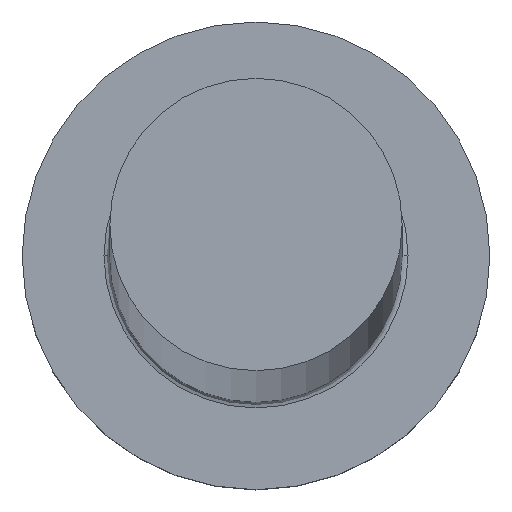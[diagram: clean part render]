
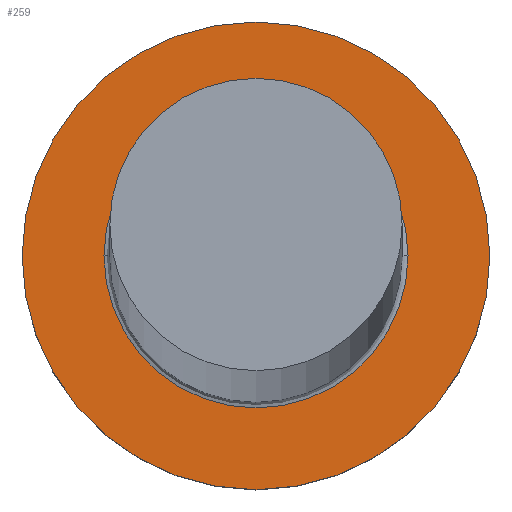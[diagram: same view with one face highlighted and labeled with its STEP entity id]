
A CAD part, top view. The second image highlights one B-rep face of the part: STEP entity #259.
In plain terms, the highlighted planar face has unit normal (0, 0, 1).
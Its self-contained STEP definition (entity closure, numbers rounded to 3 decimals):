
#2 = AXIS2_PLACEMENT_3D ( 'NONE', #240, #50, #261 ) ;
#9 = FACE_OUTER_BOUND ( 'NONE', #213, .T. ) ;
#20 = CIRCLE ( 'NONE', #2, 5.2 ) ;
#22 = ORIENTED_EDGE ( 'NONE', *, *, #265, .T. ) ;
#28 = CARTESIAN_POINT ( 'NONE',  ( 8., 0., 5. ) ) ;
#38 = ORIENTED_EDGE ( 'NONE', *, *, #40, .T. ) ;
#40 = EDGE_CURVE ( 'NONE', #255, #92, #62, .T. ) ;
#43 = VERTEX_POINT ( 'NONE', #197 ) ;
#50 = DIRECTION ( 'NONE',  ( 0., 0., -1. ) ) ;
#52 = DIRECTION ( 'NONE',  ( 1., 0., 0. ) ) ;
#53 = DIRECTION ( 'NONE',  ( 0., 0., -1. ) ) ;
#56 = EDGE_CURVE ( 'NONE', #92, #255, #237, .T. ) ;
#57 = DIRECTION ( 'NONE',  ( 0., 0., 1. ) ) ;
#62 = CIRCLE ( 'NONE', #156, 8. ) ;
#63 = VERTEX_POINT ( 'NONE', #94 ) ;
#71 = DIRECTION ( 'NONE',  ( 0., 0., 1. ) ) ;
#75 = CARTESIAN_POINT ( 'NONE',  ( 0., 0., 5. ) ) ;
#80 = PLANE ( 'NONE',  #214 ) ;
#84 = CIRCLE ( 'NONE', #183, 5.2 ) ;
#90 = ORIENTED_EDGE ( 'NONE', *, *, #187, .T. ) ;
#92 = VERTEX_POINT ( 'NONE', #173 ) ;
#94 = CARTESIAN_POINT ( 'NONE',  ( -5.2, 0., 5. ) ) ;
#95 = DIRECTION ( 'NONE',  ( 1., 0., 0. ) ) ;
#150 = DIRECTION ( 'NONE',  ( 0., 0., 1. ) ) ;
#156 = AXIS2_PLACEMENT_3D ( 'NONE', #75, #150, #95 ) ;
#170 = DIRECTION ( 'NONE',  ( 1., 0., 0. ) ) ;
#173 = CARTESIAN_POINT ( 'NONE',  ( -8., 0., 5. ) ) ;
#176 = CARTESIAN_POINT ( 'NONE',  ( 0., 0., 5. ) ) ;
#178 = DIRECTION ( 'NONE',  ( 1., 0., 0. ) ) ;
#183 = AXIS2_PLACEMENT_3D ( 'NONE', #269, #53, #52 ) ;
#187 = EDGE_CURVE ( 'NONE', #43, #63, #20, .T. ) ;
#197 = CARTESIAN_POINT ( 'NONE',  ( 5.2, 0., 5. ) ) ;
#213 = EDGE_LOOP ( 'NONE', ( #253, #38 ) ) ;
#214 = AXIS2_PLACEMENT_3D ( 'NONE', #176, #57, #178 ) ;
#218 = AXIS2_PLACEMENT_3D ( 'NONE', #289, #71, #170 ) ;
#237 = CIRCLE ( 'NONE', #218, 8. ) ;
#240 = CARTESIAN_POINT ( 'NONE',  ( 0., 0., 5. ) ) ;
#253 = ORIENTED_EDGE ( 'NONE', *, *, #56, .T. ) ;
#255 = VERTEX_POINT ( 'NONE', #28 ) ;
#259 = ADVANCED_FACE ( 'NONE', ( #270, #9 ), #80, .T. ) ;
#261 = DIRECTION ( 'NONE',  ( 1., 0., 0. ) ) ;
#265 = EDGE_CURVE ( 'NONE', #63, #43, #84, .T. ) ;
#269 = CARTESIAN_POINT ( 'NONE',  ( 0., 0., 5. ) ) ;
#270 = FACE_BOUND ( 'NONE', #280, .T. ) ;
#280 = EDGE_LOOP ( 'NONE', ( #90, #22 ) ) ;
#289 = CARTESIAN_POINT ( 'NONE',  ( 0., 0., 5. ) ) ;
